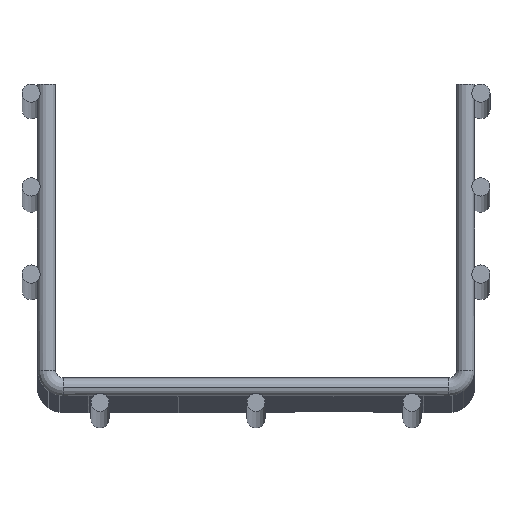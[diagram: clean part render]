
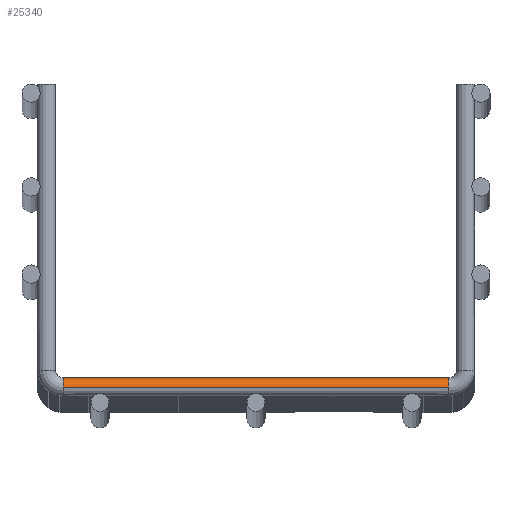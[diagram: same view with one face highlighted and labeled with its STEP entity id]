
A CAD part, top view. The second image highlights one B-rep face of the part: STEP entity #25340.
In plain terms, the highlighted cylindrical face has radius 2.95 mm (diameter 5.9 mm), a partial arc.
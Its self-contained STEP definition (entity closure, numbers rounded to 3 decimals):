
#1427 = VERTEX_POINT ( 'NONE', #2167 ) ;
#1682 = CARTESIAN_POINT ( 'NONE',  ( -61.7, -97.15, 0. ) ) ;
#2167 = CARTESIAN_POINT ( 'NONE',  ( 61.7, -94.2, 0. ) ) ;
#3106 = VERTEX_POINT ( 'NONE', #18117 ) ;
#4384 = AXIS2_PLACEMENT_3D ( 'NONE', #16925, #5362, #19437 ) ;
#4593 = DIRECTION ( 'NONE',  ( 0., 0., 1. ) ) ;
#5362 = DIRECTION ( 'NONE',  ( -1., 0., 0. ) ) ;
#5982 = AXIS2_PLACEMENT_3D ( 'NONE', #23683, #6322, #26581 ) ;
#6322 = DIRECTION ( 'NONE',  ( 1., 0., 0. ) ) ;
#6364 = CIRCLE ( 'NONE', #5982, 2.95 ) ;
#7643 = CIRCLE ( 'NONE', #23035, 2.95 ) ;
#7794 = EDGE_CURVE ( 'NONE', #23074, #16401, #14634, .T. ) ;
#7987 = ORIENTED_EDGE ( 'NONE', *, *, #7794, .F. ) ;
#8648 = ORIENTED_EDGE ( 'NONE', *, *, #27462, .F. ) ;
#9124 = CARTESIAN_POINT ( 'NONE',  ( 61.7, -97.15, -2.95 ) ) ;
#9672 = ORIENTED_EDGE ( 'NONE', *, *, #18134, .F. ) ;
#11822 = LINE ( 'NONE', #33558, #26275 ) ;
#11963 = AXIS2_PLACEMENT_3D ( 'NONE', #30303, #12940, #33227 ) ;
#12103 = CARTESIAN_POINT ( 'NONE',  ( -61.7, -97.15, 0. ) ) ;
#12940 = DIRECTION ( 'NONE',  ( 1., 0., 0. ) ) ;
#14028 = CIRCLE ( 'NONE', #17704, 2.95 ) ;
#14634 = LINE ( 'NONE', #28896, #21427 ) ;
#15008 = DIRECTION ( 'NONE',  ( 0., 0., 1. ) ) ;
#16401 = VERTEX_POINT ( 'NONE', #30002 ) ;
#16925 = CARTESIAN_POINT ( 'NONE',  ( 61.7, -97.15, 0. ) ) ;
#17156 = FACE_OUTER_BOUND ( 'NONE', #21269, .T. ) ;
#17704 = AXIS2_PLACEMENT_3D ( 'NONE', #1682, #21965, #4593 ) ;
#18117 = CARTESIAN_POINT ( 'NONE',  ( -61.7, -94.2, 0. ) ) ;
#18134 = EDGE_CURVE ( 'NONE', #33288, #1427, #6364, .T. ) ;
#18644 = ORIENTED_EDGE ( 'NONE', *, *, #23730, .T. ) ;
#19092 = DIRECTION ( 'NONE',  ( -1., 0., 0. ) ) ;
#19437 = DIRECTION ( 'NONE',  ( 0., 0., 1. ) ) ;
#20052 = CARTESIAN_POINT ( 'NONE',  ( -61.7, -97.15, -2.95 ) ) ;
#21269 = EDGE_LOOP ( 'NONE', ( #9672, #32095, #29314, #18644, #7987, #8648 ) ) ;
#21427 = VECTOR ( 'NONE', #34726, 1000. ) ;
#21965 = DIRECTION ( 'NONE',  ( 1., 0., 0. ) ) ;
#22310 = EDGE_CURVE ( 'NONE', #31720, #3106, #7643, .T. ) ;
#23020 = CYLINDRICAL_SURFACE ( 'NONE', #4384, 2.95 ) ;
#23035 = AXIS2_PLACEMENT_3D ( 'NONE', #12103, #32370, #15008 ) ;
#23074 = VERTEX_POINT ( 'NONE', #33984 ) ;
#23683 = CARTESIAN_POINT ( 'NONE',  ( 61.7, -97.15, 0. ) ) ;
#23730 = EDGE_CURVE ( 'NONE', #3106, #16401, #14028, .T. ) ;
#25340 = ADVANCED_FACE ( 'NONE', ( #17156 ), #23020, .T. ) ;
#26275 = VECTOR ( 'NONE', #19092, 1000. ) ;
#26581 = DIRECTION ( 'NONE',  ( 0., 0., 1. ) ) ;
#27462 = EDGE_CURVE ( 'NONE', #1427, #23074, #28680, .T. ) ;
#28680 = CIRCLE ( 'NONE', #11963, 2.95 ) ;
#28896 = CARTESIAN_POINT ( 'NONE',  ( 61.7, -97.15, 2.95 ) ) ;
#29314 = ORIENTED_EDGE ( 'NONE', *, *, #22310, .T. ) ;
#30002 = CARTESIAN_POINT ( 'NONE',  ( -61.7, -97.15, 2.95 ) ) ;
#30046 = EDGE_CURVE ( 'NONE', #33288, #31720, #11822, .T. ) ;
#30303 = CARTESIAN_POINT ( 'NONE',  ( 61.7, -97.15, 0. ) ) ;
#31720 = VERTEX_POINT ( 'NONE', #20052 ) ;
#32095 = ORIENTED_EDGE ( 'NONE', *, *, #30046, .T. ) ;
#32370 = DIRECTION ( 'NONE',  ( 1., 0., 0. ) ) ;
#33227 = DIRECTION ( 'NONE',  ( 0., 0., 1. ) ) ;
#33288 = VERTEX_POINT ( 'NONE', #9124 ) ;
#33558 = CARTESIAN_POINT ( 'NONE',  ( 61.7, -97.15, -2.95 ) ) ;
#33984 = CARTESIAN_POINT ( 'NONE',  ( 61.7, -97.15, 2.95 ) ) ;
#34726 = DIRECTION ( 'NONE',  ( -1., 0., 0. ) ) ;
